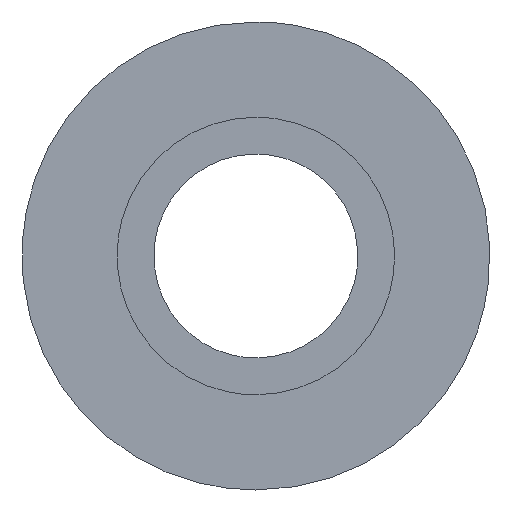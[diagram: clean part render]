
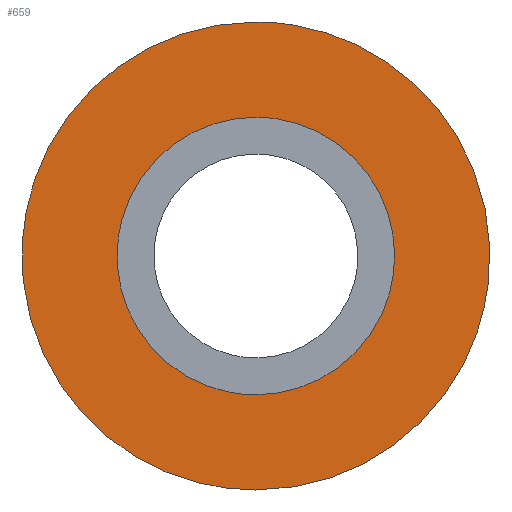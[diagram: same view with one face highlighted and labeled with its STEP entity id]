
A CAD part, front view. The second image highlights one B-rep face of the part: STEP entity #659.
In plain terms, the highlighted free-form (B-spline) face has degree [1, 1] with [2, 2] control points.
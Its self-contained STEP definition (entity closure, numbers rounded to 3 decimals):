
#85=CARTESIAN_POINT('',(4.121,-2.0,-0.49));
#86=VERTEX_POINT('',#85);
#92=CARTESIAN_POINT('',(0.0,-2.0,4.15));
#93=VERTEX_POINT('',#92);
#94=CARTESIAN_POINT('',(4.121,-2.,-0.49));
#95=CARTESIAN_POINT('',(4.15,-2.,-0.246));
#96=CARTESIAN_POINT('',(4.15,-2.0,0.));
#97=CARTESIAN_POINT('',(4.15,-2.0,4.15));
#98=CARTESIAN_POINT('',(0.0,-2.0,4.15));
#106=(BOUNDED_CURVE()B_SPLINE_CURVE(2,(#94,#95,#96,#97,#98),.UNSPECIFIED.,.F.,.U.)B_SPLINE_CURVE_WITH_KNOTS((3,2,3),(0.23,0.25,0.5),.UNSPECIFIED.)CURVE()GEOMETRIC_REPRESENTATION_ITEM()RATIONAL_B_SPLINE_CURVE((0.956,0.976,1.0,0.707,1.0))REPRESENTATION_ITEM(''));
#107=EDGE_CURVE('',#86,#93,#106,.T.);
#109=CARTESIAN_POINT('',(-4.142,-2.0,0.253));
#110=VERTEX_POINT('',#109);
#111=CARTESIAN_POINT('',(0.0,-2.0,4.15));
#112=CARTESIAN_POINT('',(-3.904,-2.,4.15));
#113=CARTESIAN_POINT('',(-4.142,-2.,0.253));
#121=(BOUNDED_CURVE()B_SPLINE_CURVE(2,(#111,#112,#113),.UNSPECIFIED.,.F.,.U.)B_SPLINE_CURVE_WITH_KNOTS((3,3),(0.5,0.739),.UNSPECIFIED.)CURVE()GEOMETRIC_REPRESENTATION_ITEM()RATIONAL_B_SPLINE_CURVE((1.0,0.72,0.976))REPRESENTATION_ITEM(''));
#122=EDGE_CURVE('',#93,#110,#121,.T.);
#196=CARTESIAN_POINT('',(0.0,-2.0,-4.15));
#197=VERTEX_POINT('',#196);
#198=CARTESIAN_POINT('',(-4.142,-2.,0.253));
#199=CARTESIAN_POINT('',(-4.15,-2.,0.127));
#200=CARTESIAN_POINT('',(-4.15,-2.0,0.));
#201=CARTESIAN_POINT('',(-4.15,-2.0,-4.15));
#202=CARTESIAN_POINT('',(0.0,-2.0,-4.15));
#210=(BOUNDED_CURVE()B_SPLINE_CURVE(2,(#198,#199,#200,#201,#202),.UNSPECIFIED.,.F.,.U.)B_SPLINE_CURVE_WITH_KNOTS((3,2,3),(0.739,0.75,1.0),.UNSPECIFIED.)CURVE()GEOMETRIC_REPRESENTATION_ITEM()RATIONAL_B_SPLINE_CURVE((0.976,0.988,1.0,0.707,1.0))REPRESENTATION_ITEM(''));
#211=EDGE_CURVE('',#110,#197,#210,.T.);
#213=CARTESIAN_POINT('',(0.0,-2.0,-4.15));
#214=CARTESIAN_POINT('',(3.686,-2.,-4.15));
#215=CARTESIAN_POINT('',(4.121,-2.,-0.49));
#223=(BOUNDED_CURVE()B_SPLINE_CURVE(2,(#213,#214,#215),.UNSPECIFIED.,.F.,.U.)B_SPLINE_CURVE_WITH_KNOTS((3,3),(0.0,0.23),.UNSPECIFIED.)CURVE()GEOMETRIC_REPRESENTATION_ITEM()RATIONAL_B_SPLINE_CURVE((1.0,0.731,0.956))REPRESENTATION_ITEM(''));
#224=EDGE_CURVE('',#197,#86,#223,.T.);
#476=CARTESIAN_POINT('',(-6.987,-2.0,0.427));
#477=VERTEX_POINT('',#476);
#483=CARTESIAN_POINT('',(0.0,-2.0,7.0));
#484=VERTEX_POINT('',#483);
#485=CARTESIAN_POINT('',(0.0,-2.0,7.0));
#486=CARTESIAN_POINT('',(-6.585,-2.0,7.));
#487=CARTESIAN_POINT('',(-6.987,-2.0,0.427));
#495=(BOUNDED_CURVE()B_SPLINE_CURVE(2,(#485,#486,#487),.UNSPECIFIED.,.F.,.U.)B_SPLINE_CURVE_WITH_KNOTS((3,3),(0.5,0.739),.UNSPECIFIED.)CURVE()GEOMETRIC_REPRESENTATION_ITEM()RATIONAL_B_SPLINE_CURVE((1.0,0.72,0.976))REPRESENTATION_ITEM(''));
#496=EDGE_CURVE('',#484,#477,#495,.T.);
#498=CARTESIAN_POINT('',(6.951,-2.0,-0.826));
#499=VERTEX_POINT('',#498);
#500=CARTESIAN_POINT('',(6.951,-2.,-0.826));
#501=CARTESIAN_POINT('',(7.0,-2.,-0.415));
#502=CARTESIAN_POINT('',(7.0,-2.0,0.));
#503=CARTESIAN_POINT('',(7.,-2.0,7.));
#504=CARTESIAN_POINT('',(0.0,-2.0,7.0));
#512=(BOUNDED_CURVE()B_SPLINE_CURVE(2,(#500,#501,#502,#503,#504),.UNSPECIFIED.,.F.,.U.)B_SPLINE_CURVE_WITH_KNOTS((3,2,3),(0.23,0.25,0.5),.UNSPECIFIED.)CURVE()GEOMETRIC_REPRESENTATION_ITEM()RATIONAL_B_SPLINE_CURVE((0.956,0.976,1.0,0.707,1.0))REPRESENTATION_ITEM(''));
#513=EDGE_CURVE('',#499,#484,#512,.T.);
#557=CARTESIAN_POINT('',(0.0,-2.0,-7.0));
#558=VERTEX_POINT('',#557);
#559=CARTESIAN_POINT('',(0.0,-2.0,-7.0));
#560=CARTESIAN_POINT('',(6.217,-2.,-7.0));
#561=CARTESIAN_POINT('',(6.951,-2.,-0.826));
#569=(BOUNDED_CURVE()B_SPLINE_CURVE(2,(#559,#560,#561),.UNSPECIFIED.,.F.,.U.)B_SPLINE_CURVE_WITH_KNOTS((3,3),(0.0,0.23),.UNSPECIFIED.)CURVE()GEOMETRIC_REPRESENTATION_ITEM()RATIONAL_B_SPLINE_CURVE((1.0,0.731,0.956))REPRESENTATION_ITEM(''));
#570=EDGE_CURVE('',#558,#499,#569,.T.);
#572=CARTESIAN_POINT('',(-6.987,-2.0,0.427));
#573=CARTESIAN_POINT('',(-7.0,-2.,0.214));
#574=CARTESIAN_POINT('',(-7.0,-2.0,0.));
#575=CARTESIAN_POINT('',(-7.,-2.0,-7.));
#576=CARTESIAN_POINT('',(0.0,-2.0,-7.0));
#584=(BOUNDED_CURVE()B_SPLINE_CURVE(2,(#572,#573,#574,#575,#576),.UNSPECIFIED.,.F.,.U.)B_SPLINE_CURVE_WITH_KNOTS((3,2,3),(0.739,0.75,1.0),.UNSPECIFIED.)CURVE()GEOMETRIC_REPRESENTATION_ITEM()RATIONAL_B_SPLINE_CURVE((0.976,0.988,1.0,0.707,1.0))REPRESENTATION_ITEM(''));
#585=EDGE_CURVE('',#477,#558,#584,.T.);
#642=CARTESIAN_POINT('',(-7.699,-2.0,7.699));
#643=CARTESIAN_POINT('',(-7.699,-2.0,-7.699));
#644=CARTESIAN_POINT('',(7.699,-2.0,7.699));
#645=CARTESIAN_POINT('',(7.699,-2.0,-7.699));
#646=B_SPLINE_SURFACE_WITH_KNOTS('',1,1,((#642,#644),(#643,#645)),.UNSPECIFIED.,.F.,.F.,.U.,(2,2),(2,2),(0.0,15.399),(0.0,15.398),.UNSPECIFIED.);
#647=ORIENTED_EDGE('',*,*,#570,.T.);
#648=ORIENTED_EDGE('',*,*,#513,.T.);
#649=ORIENTED_EDGE('',*,*,#496,.T.);
#650=ORIENTED_EDGE('',*,*,#585,.T.);
#651=EDGE_LOOP('',(#647,#648,#649,#650));
#652=FACE_OUTER_BOUND('',#651,.T.);
#653=ORIENTED_EDGE('',*,*,#122,.F.);
#654=ORIENTED_EDGE('',*,*,#107,.F.);
#655=ORIENTED_EDGE('',*,*,#224,.F.);
#656=ORIENTED_EDGE('',*,*,#211,.F.);
#657=EDGE_LOOP('',(#653,#654,#655,#656));
#658=FACE_BOUND('',#657,.T.);
#659=ADVANCED_FACE('',(#652,#658),#646,.T.);
